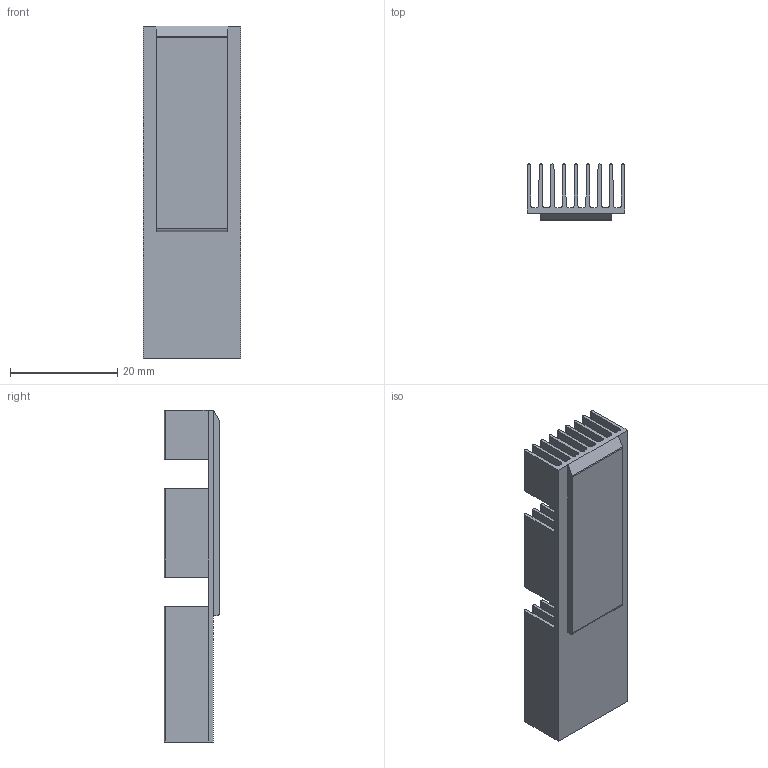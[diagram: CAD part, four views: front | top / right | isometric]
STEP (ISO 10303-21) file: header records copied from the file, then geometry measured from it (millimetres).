
FILE_DESCRIPTION (( 'STEP AP214' ), '1' );
FILE_NAME ('05-00468--A120380-001.STEP', '2020-04-20T16:43:36', ( '' ), ( '' ), 'SwSTEP 2.0', 'SolidWorks 2018', '' );
FILE_SCHEMA (( 'AUTOMOTIVE_DESIGN' ));
Length unit declared in the file: millimetre
Products named in the file (2): 05-00468--A120380-001
Bounding box: 18.3 x 10.4 x 62 mm (x, y, z)
Volume: 4151 mm3; surface area: 10021 mm2
Topology: 1 solids, 1 shells, 232 faces, 659 edges, 436 vertices
Faces by surface type: plane 128, cylinder 104
Entity records: 7620 total; most frequent: DIRECTION 1335, CARTESIAN_POINT 1329, ORIENTED_EDGE 1318, EDGE_CURVE 659, LINE 451, VECTOR 451, AXIS2_PLACEMENT_3D 442, VERTEX_POINT 436
